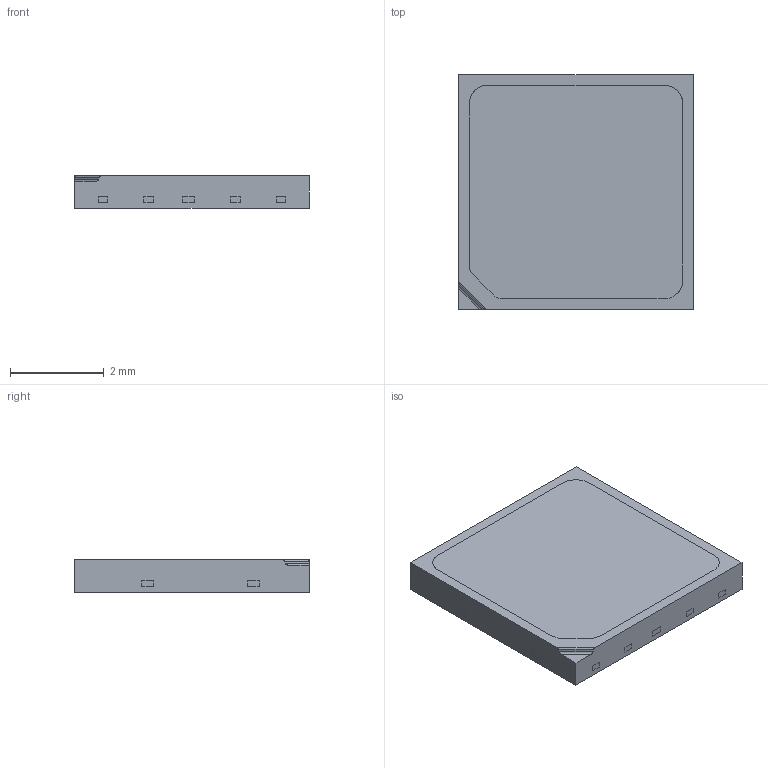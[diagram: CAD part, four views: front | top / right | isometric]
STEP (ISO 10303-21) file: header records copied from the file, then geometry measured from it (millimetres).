
FILE_DESCRIPTION (( 'STEP AP214' ), '1' );
FILE_NAME ('5050-015 3D.STEP', '2023-01-17T15:41:29', ( '' ), ( '' ), 'SwSTEP 2.0', 'SolidWorks 2022', '' );
FILE_SCHEMA (( 'AUTOMOTIVE_DESIGN' ));
Length unit declared in the file: millimetre
Products named in the file (5): ____4^5050-015 3D__A_O.STEP; ____5^5050-015 3D__A_O.STEP; ____8^5050-015 3D__A_O.STEP; 5050-015 3D; 5050-015 3D.STEP
Assembly tree (4 placements, depth 3):
  5050-015 3D
    5050-015 3D.STEP
      ____4^5050-015 3D__A_O.STEP
      ____5^5050-015 3D__A_O.STEP
      ____8^5050-015 3D__A_O.STEP
Bounding box: 5 x 5 x 0.7 mm (x, y, z)
Volume: 17 mm3; surface area: 152.4 mm2
Topology: 4 solids, 4 shells, 339 faces, 1065 edges, 735 vertices
Faces by surface type: plane 191, cylinder 92, bspline 52, torus 2, cone 2
Entity records: 24344 total; most frequent: CARTESIAN_POINT 14875, ORIENTED_EDGE 2130, DIRECTION 1701, EDGE_CURVE 1065, VERTEX_POINT 735, VECTOR 643, LINE 643, AXIS2_PLACEMENT_3D 529
